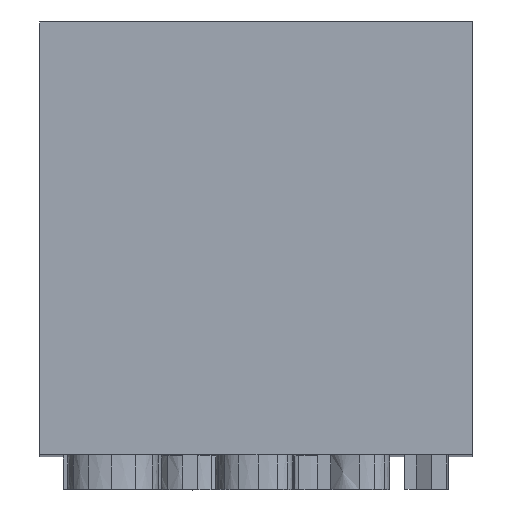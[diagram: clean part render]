
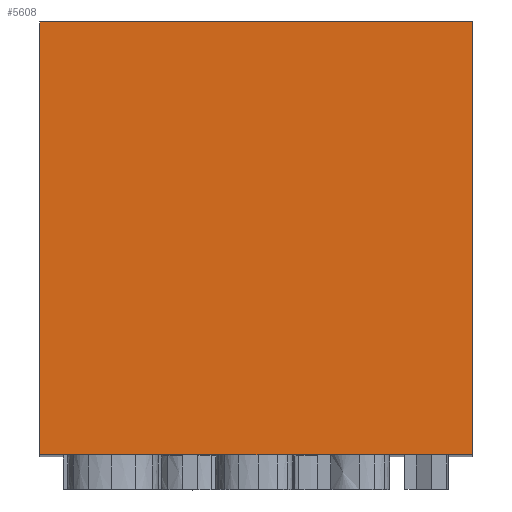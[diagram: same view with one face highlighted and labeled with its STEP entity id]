
A CAD part, top view. The second image highlights one B-rep face of the part: STEP entity #5608.
In plain terms, the highlighted planar face has unit normal (0, 0, 1).
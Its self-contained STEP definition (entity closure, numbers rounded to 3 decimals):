
#24 = VERTEX_POINT('',#25);
#25 = CARTESIAN_POINT('',(-12.5,-12.5,75.));
#32 = PLANE('',#33);
#33 = AXIS2_PLACEMENT_3D('',#34,#35,#36);
#34 = CARTESIAN_POINT('',(-12.5,-12.5,0.));
#35 = DIRECTION('',(1.,0.,0.));
#36 = DIRECTION('',(0.,0.,1.));
#44 = PLANE('',#45);
#45 = AXIS2_PLACEMENT_3D('',#46,#47,#48);
#46 = CARTESIAN_POINT('',(-12.5,-12.5,0.));
#47 = DIRECTION('',(0.,1.,0.));
#48 = DIRECTION('',(0.,0.,1.));
#85 = VERTEX_POINT('',#86);
#86 = CARTESIAN_POINT('',(-12.5,12.5,75.));
#100 = PLANE('',#101);
#101 = AXIS2_PLACEMENT_3D('',#102,#103,#104);
#102 = CARTESIAN_POINT('',(-12.5,12.5,0.));
#103 = DIRECTION('',(0.,1.,0.));
#104 = DIRECTION('',(0.,0.,1.));
#112 = EDGE_CURVE('',#24,#85,#113,.T.);
#113 = SURFACE_CURVE('',#114,(#118,#125),.PCURVE_S1.);
#114 = LINE('',#115,#116);
#115 = CARTESIAN_POINT('',(-12.5,-12.5,75.));
#116 = VECTOR('',#117,1.);
#117 = DIRECTION('',(0.,1.,0.));
#118 = PCURVE('',#32,#119);
#119 = DEFINITIONAL_REPRESENTATION('',(#120),#124);
#120 = LINE('',#121,#122);
#121 = CARTESIAN_POINT('',(75.,0.));
#122 = VECTOR('',#123,1.);
#123 = DIRECTION('',(0.,-1.));
#124 = ( GEOMETRIC_REPRESENTATION_CONTEXT(2) 
PARAMETRIC_REPRESENTATION_CONTEXT() REPRESENTATION_CONTEXT('2D SPACE',''
  ) );
#125 = PCURVE('',#126,#131);
#126 = PLANE('',#127);
#127 = AXIS2_PLACEMENT_3D('',#128,#129,#130);
#128 = CARTESIAN_POINT('',(-12.5,-12.5,75.));
#129 = DIRECTION('',(0.,0.,1.));
#130 = DIRECTION('',(1.,0.,0.));
#131 = DEFINITIONAL_REPRESENTATION('',(#132),#136);
#132 = LINE('',#133,#134);
#133 = CARTESIAN_POINT('',(0.,0.));
#134 = VECTOR('',#135,1.);
#135 = DIRECTION('',(0.,1.));
#136 = ( GEOMETRIC_REPRESENTATION_CONTEXT(2) 
PARAMETRIC_REPRESENTATION_CONTEXT() REPRESENTATION_CONTEXT('2D SPACE',''
  ) );
#2153 = EDGE_CURVE('',#24,#2154,#2156,.T.);
#2154 = VERTEX_POINT('',#2155);
#2155 = CARTESIAN_POINT('',(12.5,-12.5,75.));
#2156 = SURFACE_CURVE('',#2157,(#2161,#2168),.PCURVE_S1.);
#2157 = LINE('',#2158,#2159);
#2158 = CARTESIAN_POINT('',(-12.5,-12.5,75.));
#2159 = VECTOR('',#2160,1.);
#2160 = DIRECTION('',(1.,0.,0.));
#2161 = PCURVE('',#44,#2162);
#2162 = DEFINITIONAL_REPRESENTATION('',(#2163),#2167);
#2163 = LINE('',#2164,#2165);
#2164 = CARTESIAN_POINT('',(75.,0.));
#2165 = VECTOR('',#2166,1.);
#2166 = DIRECTION('',(0.,1.));
#2167 = ( GEOMETRIC_REPRESENTATION_CONTEXT(2) 
PARAMETRIC_REPRESENTATION_CONTEXT() REPRESENTATION_CONTEXT('2D SPACE',''
  ) );
#2168 = PCURVE('',#126,#2169);
#2169 = DEFINITIONAL_REPRESENTATION('',(#2170),#2174);
#2170 = LINE('',#2171,#2172);
#2171 = CARTESIAN_POINT('',(0.,0.));
#2172 = VECTOR('',#2173,1.);
#2173 = DIRECTION('',(1.,0.));
#2174 = ( GEOMETRIC_REPRESENTATION_CONTEXT(2) 
PARAMETRIC_REPRESENTATION_CONTEXT() REPRESENTATION_CONTEXT('2D SPACE',''
  ) );
#2190 = PLANE('',#2191);
#2191 = AXIS2_PLACEMENT_3D('',#2192,#2193,#2194);
#2192 = CARTESIAN_POINT('',(12.5,-12.5,0.));
#2193 = DIRECTION('',(1.,0.,0.));
#2194 = DIRECTION('',(0.,0.,1.));
#5608 = ADVANCED_FACE('',(#5609),#126,.T.);
#5609 = FACE_BOUND('',#5610,.T.);
#5610 = EDGE_LOOP('',(#5611,#5612,#5613,#5636));
#5611 = ORIENTED_EDGE('',*,*,#112,.F.);
#5612 = ORIENTED_EDGE('',*,*,#2153,.T.);
#5613 = ORIENTED_EDGE('',*,*,#5614,.T.);
#5614 = EDGE_CURVE('',#2154,#5615,#5617,.T.);
#5615 = VERTEX_POINT('',#5616);
#5616 = CARTESIAN_POINT('',(12.5,12.5,75.));
#5617 = SURFACE_CURVE('',#5618,(#5622,#5629),.PCURVE_S1.);
#5618 = LINE('',#5619,#5620);
#5619 = CARTESIAN_POINT('',(12.5,-12.5,75.));
#5620 = VECTOR('',#5621,1.);
#5621 = DIRECTION('',(0.,1.,0.));
#5622 = PCURVE('',#126,#5623);
#5623 = DEFINITIONAL_REPRESENTATION('',(#5624),#5628);
#5624 = LINE('',#5625,#5626);
#5625 = CARTESIAN_POINT('',(25.,0.));
#5626 = VECTOR('',#5627,1.);
#5627 = DIRECTION('',(0.,1.));
#5628 = ( GEOMETRIC_REPRESENTATION_CONTEXT(2) 
PARAMETRIC_REPRESENTATION_CONTEXT() REPRESENTATION_CONTEXT('2D SPACE',''
  ) );
#5629 = PCURVE('',#2190,#5630);
#5630 = DEFINITIONAL_REPRESENTATION('',(#5631),#5635);
#5631 = LINE('',#5632,#5633);
#5632 = CARTESIAN_POINT('',(75.,0.));
#5633 = VECTOR('',#5634,1.);
#5634 = DIRECTION('',(0.,-1.));
#5635 = ( GEOMETRIC_REPRESENTATION_CONTEXT(2) 
PARAMETRIC_REPRESENTATION_CONTEXT() REPRESENTATION_CONTEXT('2D SPACE',''
  ) );
#5636 = ORIENTED_EDGE('',*,*,#5637,.F.);
#5637 = EDGE_CURVE('',#85,#5615,#5638,.T.);
#5638 = SURFACE_CURVE('',#5639,(#5643,#5650),.PCURVE_S1.);
#5639 = LINE('',#5640,#5641);
#5640 = CARTESIAN_POINT('',(-12.5,12.5,75.));
#5641 = VECTOR('',#5642,1.);
#5642 = DIRECTION('',(1.,0.,0.));
#5643 = PCURVE('',#126,#5644);
#5644 = DEFINITIONAL_REPRESENTATION('',(#5645),#5649);
#5645 = LINE('',#5646,#5647);
#5646 = CARTESIAN_POINT('',(0.,25.));
#5647 = VECTOR('',#5648,1.);
#5648 = DIRECTION('',(1.,0.));
#5649 = ( GEOMETRIC_REPRESENTATION_CONTEXT(2) 
PARAMETRIC_REPRESENTATION_CONTEXT() REPRESENTATION_CONTEXT('2D SPACE',''
  ) );
#5650 = PCURVE('',#100,#5651);
#5651 = DEFINITIONAL_REPRESENTATION('',(#5652),#5656);
#5652 = LINE('',#5653,#5654);
#5653 = CARTESIAN_POINT('',(75.,0.));
#5654 = VECTOR('',#5655,1.);
#5655 = DIRECTION('',(0.,1.));
#5656 = ( GEOMETRIC_REPRESENTATION_CONTEXT(2) 
PARAMETRIC_REPRESENTATION_CONTEXT() REPRESENTATION_CONTEXT('2D SPACE',''
  ) );
